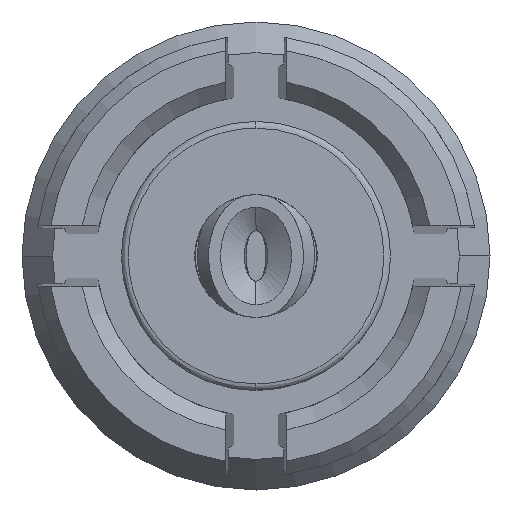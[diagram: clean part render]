
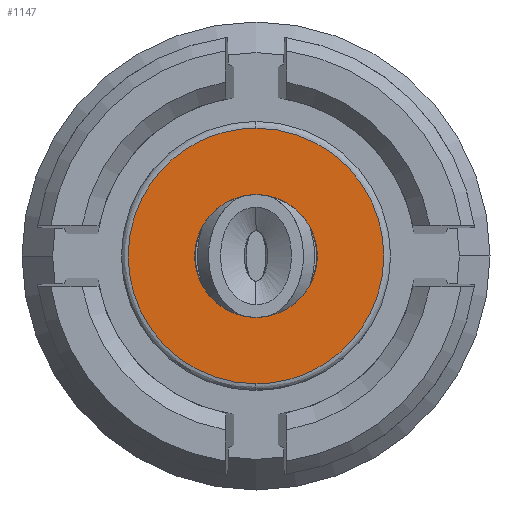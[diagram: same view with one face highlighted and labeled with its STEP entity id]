
A CAD part, left-side view. The second image highlights one B-rep face of the part: STEP entity #1147.
In plain terms, the highlighted planar face has unit normal (-1, 0, 0).
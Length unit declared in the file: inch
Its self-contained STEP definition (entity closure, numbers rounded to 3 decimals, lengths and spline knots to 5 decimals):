
#40 = FACE_OUTER_BOUND ( 'NONE', #2930, .T. ) ;
#52 = EDGE_CURVE ( 'NONE', #905, #143, #2513, .T. ) ;
#143 = VERTEX_POINT ( 'NONE', #1928 ) ;
#323 = DIRECTION ( 'NONE',  ( 1., 0., 0. ) ) ;
#335 = EDGE_CURVE ( 'NONE', #2647, #1983, #3532, .T. ) ;
#465 = AXIS2_PLACEMENT_3D ( 'NONE', #901, #3410, #2057 ) ;
#558 = CARTESIAN_POINT ( 'NONE',  ( 0.005, 0., 0. ) ) ;
#607 = DIRECTION ( 'NONE',  ( -1., 0., 0. ) ) ;
#836 = PLANE ( 'NONE',  #2619 ) ;
#901 = CARTESIAN_POINT ( 'NONE',  ( 0.005, 0., 0. ) ) ;
#905 = VERTEX_POINT ( 'NONE', #1389 ) ;
#1038 = CARTESIAN_POINT ( 'NONE',  ( 0.005, -0.076, 0.038 ) ) ;
#1120 = CARTESIAN_POINT ( 'NONE',  ( 0.005, 0., -0.01825 ) ) ;
#1147 = ADVANCED_FACE ( 'NONE', ( #1159, #40 ), #836, .T. ) ;
#1159 = FACE_BOUND ( 'NONE', #1517, .T. ) ;
#1210 = ORIENTED_EDGE ( 'NONE', *, *, #52, .F. ) ;
#1389 = CARTESIAN_POINT ( 'NONE',  ( 0.005, 0., 0.038 ) ) ;
#1517 = EDGE_LOOP ( 'NONE', ( #3343, #2011 ) ) ;
#1699 = CARTESIAN_POINT ( 'NONE',  ( 0.005, 0., -0.038 ) ) ;
#1869 = ORIENTED_EDGE ( 'NONE', *, *, #2093, .F. ) ;
#1928 = CARTESIAN_POINT ( 'NONE',  ( 0.005, 0., -0.038 ) ) ;
#1983 = VERTEX_POINT ( 'NONE', #1120 ) ;
#2011 = ORIENTED_EDGE ( 'NONE', *, *, #2074, .T. ) ;
#2057 = DIRECTION ( 'NONE',  ( 0., 0., 1. ) ) ;
#2074 = EDGE_CURVE ( 'NONE', #1983, #2647, #3241, .T. ) ;
#2093 = EDGE_CURVE ( 'NONE', #143, #905, #3085, .T. ) ;
#2195 = DIRECTION ( 'NONE',  ( 0., 0., 1. ) ) ;
#2243 = DIRECTION ( 'NONE',  ( 0., 0., 1. ) ) ;
#2386 = CARTESIAN_POINT ( 'NONE',  ( 0.005, 0., 0.038 ) ) ;
#2513 =( BOUNDED_CURVE ( )  B_SPLINE_CURVE ( 3, ( #2386, #1038, #2694, #3196 ),
 .UNSPECIFIED., .F., .F. ) 
 B_SPLINE_CURVE_WITH_KNOTS ( ( 4, 4 ),
 ( 0., 1. ),
 .UNSPECIFIED. ) 
 CURVE ( )  GEOMETRIC_REPRESENTATION_ITEM ( )  RATIONAL_B_SPLINE_CURVE ( ( 1., 0.333, 0.333, 1. ) ) 
 REPRESENTATION_ITEM ( '' )  );
#2564 = CARTESIAN_POINT ( 'NONE',  ( 0.005, 0.076, -0.038 ) ) ;
#2619 = AXIS2_PLACEMENT_3D ( 'NONE', #558, #607, #2243 ) ;
#2647 = VERTEX_POINT ( 'NONE', #3039 ) ;
#2694 = CARTESIAN_POINT ( 'NONE',  ( 0.005, -0.076, -0.038 ) ) ;
#2764 = CARTESIAN_POINT ( 'NONE',  ( 0.005, 0., 0. ) ) ;
#2930 = EDGE_LOOP ( 'NONE', ( #1869, #1210 ) ) ;
#3039 = CARTESIAN_POINT ( 'NONE',  ( 0.005, 0., 0.01825 ) ) ;
#3085 =( BOUNDED_CURVE ( )  B_SPLINE_CURVE ( 3, ( #1699, #2564, #3102, #3395 ),
 .UNSPECIFIED., .F., .F. ) 
 B_SPLINE_CURVE_WITH_KNOTS ( ( 4, 4 ),
 ( 0., 1. ),
 .UNSPECIFIED. ) 
 CURVE ( )  GEOMETRIC_REPRESENTATION_ITEM ( )  RATIONAL_B_SPLINE_CURVE ( ( 1., 0.333, 0.333, 1. ) ) 
 REPRESENTATION_ITEM ( '' )  );
#3102 = CARTESIAN_POINT ( 'NONE',  ( 0.005, 0.076, 0.038 ) ) ;
#3196 = CARTESIAN_POINT ( 'NONE',  ( 0.005, 0., -0.038 ) ) ;
#3241 = CIRCLE ( 'NONE', #3362, 0.01825 ) ;
#3343 = ORIENTED_EDGE ( 'NONE', *, *, #335, .T. ) ;
#3362 = AXIS2_PLACEMENT_3D ( 'NONE', #2764, #323, #2195 ) ;
#3395 = CARTESIAN_POINT ( 'NONE',  ( 0.005, 0., 0.038 ) ) ;
#3410 = DIRECTION ( 'NONE',  ( 1., 0., 0. ) ) ;
#3532 = CIRCLE ( 'NONE', #465, 0.01825 ) ;
